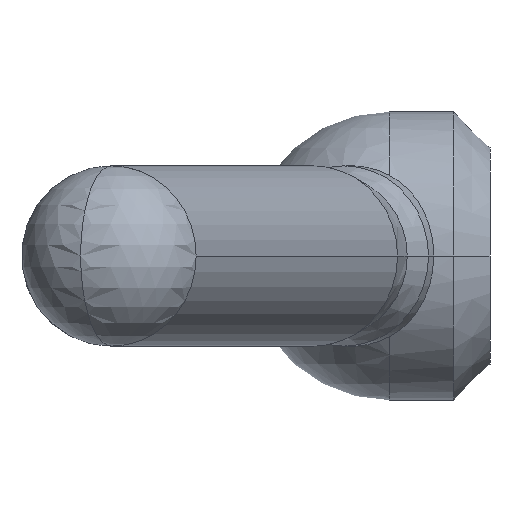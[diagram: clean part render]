
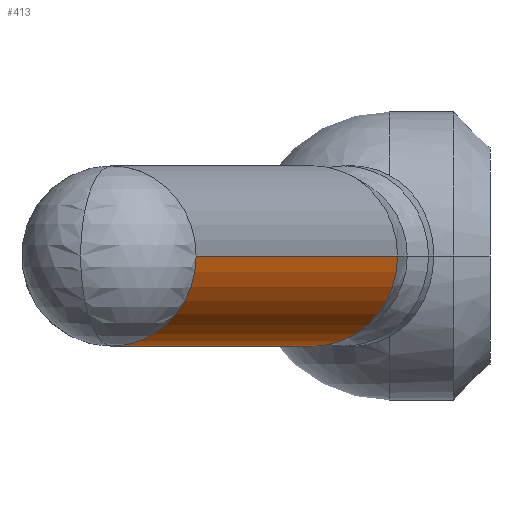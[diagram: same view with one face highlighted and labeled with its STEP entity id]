
A CAD part, left-side view. The second image highlights one B-rep face of the part: STEP entity #413.
In plain terms, the highlighted cylindrical face has radius 5 mm (diameter 10 mm), a partial arc.
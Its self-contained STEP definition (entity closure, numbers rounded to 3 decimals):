
#179=VERTEX_POINT('',#482);
#245=VERTEX_POINT('',#555);
#247=VERTEX_POINT('',#557);
#291=EDGE_CURVE('',#247,#325,#611,.T.);
#323=EDGE_CURVE('',#245,#179,#646,.T.);
#325=VERTEX_POINT('',#648);
#333=EDGE_CURVE('',#179,#247,#657,.T.);
#385=VERTEX_POINT('',#712);
#395=EDGE_CURVE('',#325,#385,#722,.T.);
#399=EDGE_CURVE('',#245,#385,#726,.T.);
#413=ADVANCED_FACE('',(#743),#744,.T.);
#482=CARTESIAN_POINT('',(-40.79,25.698,0.));
#555=CARTESIAN_POINT('',(-10.09,14.524,0.));
#557=CARTESIAN_POINT('',(-42.5,21.0,-5.));
#611=CIRCLE('',#1055,5.0);
#646=LINE('',#1122,#1123);
#648=CARTESIAN_POINT('',(-44.21,16.302,0.));
#657=CIRCLE('',#1162,5.0);
#712=CARTESIAN_POINT('',(-13.51,5.128,0.));
#722=LINE('',#1297,#1298);
#726=CIRCLE('',#1303,5.0);
#743=FACE_OUTER_BOUND('',#1325,.T.);
#744=CYLINDRICAL_SURFACE('',#1326,5.0);
#1055=AXIS2_PLACEMENT_3D('',#1596,#1597,#1598);
#1122=CARTESIAN_POINT('',(-25.44,20.111,0.));
#1123=VECTOR('',#1638,1.0);
#1162=AXIS2_PLACEMENT_3D('',#1650,#1651,#1652);
#1297=CARTESIAN_POINT('',(-28.86,10.715,0.));
#1298=VECTOR('',#1715,1.0);
#1303=AXIS2_PLACEMENT_3D('',#1716,#1717,#1718);
#1325=EDGE_LOOP('',(#1746,#1747,#1748,#1749,#1750));
#1326=AXIS2_PLACEMENT_3D('',#1751,#1752,#1753);
#1596=CARTESIAN_POINT('',(-42.5,21.0,0.));
#1597=DIRECTION('',(-0.94,0.342,0.));
#1598=DIRECTION('',(0.342,0.94,0.));
#1638=DIRECTION('',(-0.94,0.342,0.));
#1650=CARTESIAN_POINT('',(-42.5,21.0,0.));
#1651=DIRECTION('',(-0.94,0.342,0.));
#1652=DIRECTION('',(0.342,0.94,0.));
#1715=DIRECTION('',(0.94,-0.342,0.));
#1716=CARTESIAN_POINT('',(-11.8,9.826,0.));
#1717=DIRECTION('',(-0.94,0.342,0.));
#1718=DIRECTION('',(0.342,0.94,0.));
#1746=ORIENTED_EDGE('',*,*,#323,.F.);
#1747=ORIENTED_EDGE('',*,*,#399,.T.);
#1748=ORIENTED_EDGE('',*,*,#395,.F.);
#1749=ORIENTED_EDGE('',*,*,#291,.F.);
#1750=ORIENTED_EDGE('',*,*,#333,.F.);
#1751=CARTESIAN_POINT('',(-27.15,15.413,0.));
#1752=DIRECTION('',(0.94,-0.342,0.));
#1753=DIRECTION('',(0.342,0.94,0.));
